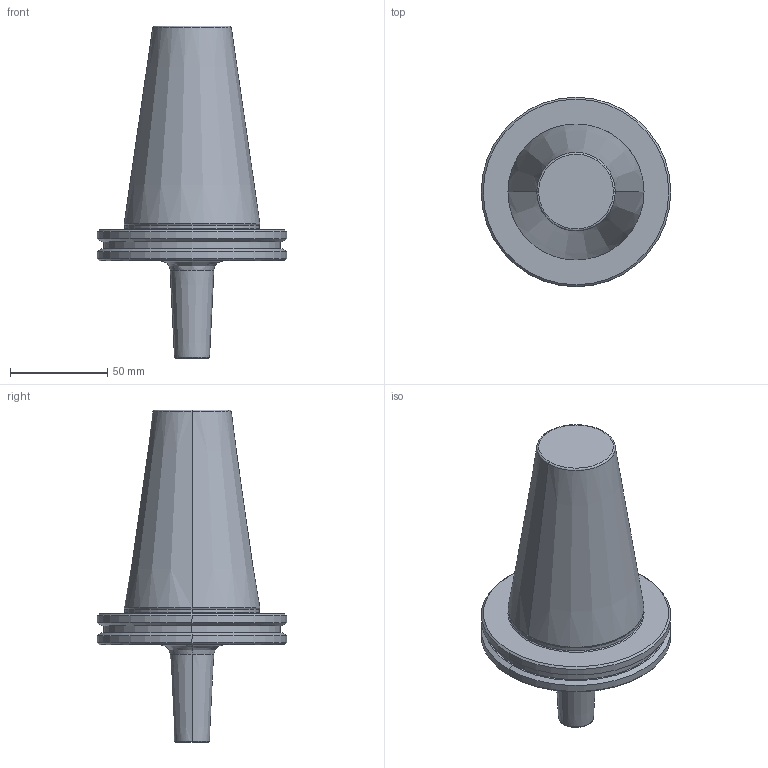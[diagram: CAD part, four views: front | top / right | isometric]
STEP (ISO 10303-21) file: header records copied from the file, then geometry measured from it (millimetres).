
FILE_DESCRIPTION (( 'STEP AP203' ), '1' );
FILE_NAME ('SK 50 MCA10 050 AD+B-2.5G25000 SL.STEP', '2019-05-04T10:05:06', ( '' ), ( '' ), 'SwSTEP 2.0', 'SolidWorks 2014', '' );
FILE_SCHEMA (( 'CONFIG_CONTROL_DESIGN' ));
Length unit declared in the file: millimetre
Products named in the file (1): SK 50 MCA10 050 AD+B-2.5G25000 SL
Bounding box: 97.5 x 97.5 x 170.85 mm (x, y, z)
Volume: 390491.5 mm3; surface area: 39525.7 mm2
Topology: 1 solids, 1 shells, 36 faces, 70 edges, 40 vertices
Faces by surface type: cone 14, bspline 8, cylinder 8, plane 6
Entity records: 1499 total; most frequent: CARTESIAN_POINT 707, DIRECTION 160, ORIENTED_EDGE 140, EDGE_CURVE 70, AXIS2_PLACEMENT_3D 69, CIRCLE 40, EDGE_LOOP 40, VERTEX_POINT 40
